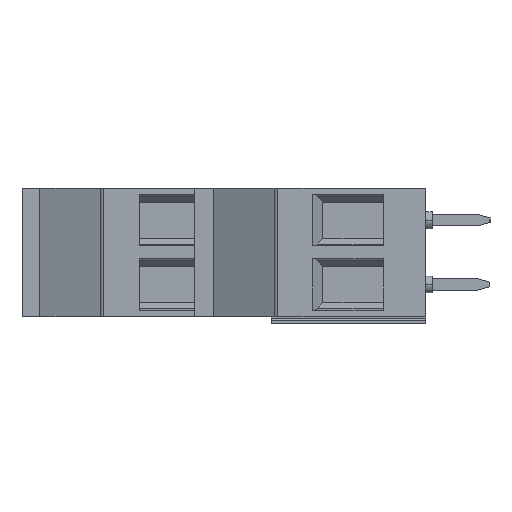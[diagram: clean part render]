
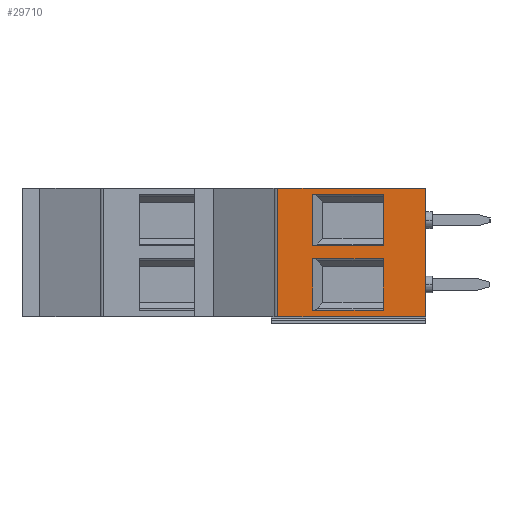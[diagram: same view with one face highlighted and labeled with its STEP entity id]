
A CAD part, left-side view. The second image highlights one B-rep face of the part: STEP entity #29710.
In plain terms, the highlighted planar face has unit normal (-1, 0, 0).
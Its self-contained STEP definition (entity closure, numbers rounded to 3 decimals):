
#1010=CARTESIAN_POINT('',(-60.857,42.991
   ,2.5));
#1020=VERTEX_POINT('',#1010);
#1050=CARTESIAN_POINT('',(-60.857,0.
   ,2.5));
#1060=DIRECTION('',(0.,1.,
   0.));
#1070=VECTOR('',#1060,1.);
#1080=LINE('',#1050,#1070);
#1090=CARTESIAN_POINT('',(-60.857,54.491
   ,2.5));
#1100=VERTEX_POINT('',#1090);
#1110=EDGE_CURVE('',#1020,#1100,#1080,.T.);
#26090=CARTESIAN_POINT('',(-60.857,
   54.491,-7.5));
#26100=VERTEX_POINT('',#26090);
#26130=CARTESIAN_POINT('',(-60.857,
   0.,-7.5));
#26140=DIRECTION('',(0.,1.,
   0.));
#26150=VECTOR('',#26140,1.);
#26160=LINE('',#26130,#26150);
#26170=CARTESIAN_POINT('',(-60.857,
   42.991,-7.5));
#26180=VERTEX_POINT('',#26170);
#26190=EDGE_CURVE('',#26180,#26100,#26160,.T.);
#28820=CARTESIAN_POINT('',(-60.857,
   51.791,0.));
#28830=DIRECTION('',(-1.,0.,
   0.));
#28840=DIRECTION('',(0.,1.,
   0.));
#28850=AXIS2_PLACEMENT_3D('',#28820,#28830,#28840);
#28860=PLANE('',#28850);
#28870=ORIENTED_EDGE('',*,*,#26190,.F.);
#28880=CARTESIAN_POINT('',(-60.857,
   54.491,0.));
#28890=DIRECTION('',(0.,0.,
   1.));
#28900=VECTOR('',#28890,1.);
#28910=LINE('',#28880,#28900);
#28920=EDGE_CURVE('',#26100,#1100,#28910,.T.);
#28930=ORIENTED_EDGE('',*,*,#28920,.F.);
#28940=ORIENTED_EDGE('',*,*,#1110,.T.);
#28950=CARTESIAN_POINT('',(-60.857,
   42.991,0.));
#28960=DIRECTION('',(0.,0.,
   1.));
#28970=VECTOR('',#28960,1.);
#28980=LINE('',#28950,#28970);
#28990=EDGE_CURVE('',#26180,#1020,#28980,.T.);
#29000=ORIENTED_EDGE('',*,*,#28990,.T.);
#29010=EDGE_LOOP('',(#29000,#28940,#28930,#28870));
#29020=FACE_OUTER_BOUND('',#29010,.T.);
#29030=CARTESIAN_POINT('',(-60.857,
   0.,2.));
#29040=DIRECTION('',(0.,1.,
   0.));
#29050=VECTOR('',#29040,1.);
#29060=LINE('',#29030,#29050);
#29070=CARTESIAN_POINT('',(-60.857,
   46.291,2.));
#29080=VERTEX_POINT('',#29070);
#29090=CARTESIAN_POINT('',(-60.857,
   51.791,2.));
#29100=VERTEX_POINT('',#29090);
#29110=EDGE_CURVE('',#29080,#29100,#29060,.T.);
#29120=ORIENTED_EDGE('',*,*,#29110,.F.);
#29130=CARTESIAN_POINT('',(-60.857,
   51.791,0.));
#29140=DIRECTION('',(0.,0.,
   -1.));
#29150=VECTOR('',#29140,1.);
#29160=LINE('',#29130,#29150);
#29170=CARTESIAN_POINT('',(-60.857,
   51.791,-2.));
#29180=VERTEX_POINT('',#29170);
#29190=EDGE_CURVE('',#29100,#29180,#29160,.T.);
#29200=ORIENTED_EDGE('',*,*,#29190,.F.);
#29210=CARTESIAN_POINT('',(-60.857,
   0.,-2.));
#29220=DIRECTION('',(0.,-1.,
   0.));
#29230=VECTOR('',#29220,1.);
#29240=LINE('',#29210,#29230);
#29250=CARTESIAN_POINT('',(-60.857,
   46.291,-2.));
#29260=VERTEX_POINT('',#29250);
#29270=EDGE_CURVE('',#29180,#29260,#29240,.T.);
#29280=ORIENTED_EDGE('',*,*,#29270,.F.);
#29290=CARTESIAN_POINT('',(-60.857,
   46.291,0.));
#29300=DIRECTION('',(0.,0.,
   -1.));
#29310=VECTOR('',#29300,1.);
#29320=LINE('',#29290,#29310);
#29330=EDGE_CURVE('',#29080,#29260,#29320,.T.);
#29340=ORIENTED_EDGE('',*,*,#29330,.T.);
#29350=EDGE_LOOP('',(#29340,#29280,#29200,#29120));
#29360=FACE_BOUND('',#29350,.T.);
#29370=CARTESIAN_POINT('',(-60.857,
   0.,-3.));
#29380=DIRECTION('',(0.,1.,
   0.));
#29390=VECTOR('',#29380,1.);
#29400=LINE('',#29370,#29390);
#29410=CARTESIAN_POINT('',(-60.857,
   46.291,-3.));
#29420=VERTEX_POINT('',#29410);
#29430=CARTESIAN_POINT('',(-60.857,
   51.791,-3.));
#29440=VERTEX_POINT('',#29430);
#29450=EDGE_CURVE('',#29420,#29440,#29400,.T.);
#29460=ORIENTED_EDGE('',*,*,#29450,.F.);
#29470=CARTESIAN_POINT('',(-60.857,
   51.791,0.));
#29480=DIRECTION('',(0.,0.,
   -1.));
#29490=VECTOR('',#29480,1.);
#29500=LINE('',#29470,#29490);
#29510=CARTESIAN_POINT('',(-60.857,
   51.791,-7.));
#29520=VERTEX_POINT('',#29510);
#29530=EDGE_CURVE('',#29440,#29520,#29500,.T.);
#29540=ORIENTED_EDGE('',*,*,#29530,.F.);
#29550=CARTESIAN_POINT('',(-60.857,
   0.,-7.));
#29560=DIRECTION('',(0.,-1.,
   0.));
#29570=VECTOR('',#29560,1.);
#29580=LINE('',#29550,#29570);
#29590=CARTESIAN_POINT('',(-60.857,
   46.291,-7.));
#29600=VERTEX_POINT('',#29590);
#29610=EDGE_CURVE('',#29520,#29600,#29580,.T.);
#29620=ORIENTED_EDGE('',*,*,#29610,.F.);
#29630=CARTESIAN_POINT('',(-60.857,
   46.291,0.));
#29640=DIRECTION('',(0.,0.,
   -1.));
#29650=VECTOR('',#29640,1.);
#29660=LINE('',#29630,#29650);
#29670=EDGE_CURVE('',#29420,#29600,#29660,.T.);
#29680=ORIENTED_EDGE('',*,*,#29670,.T.);
#29690=EDGE_LOOP('',(#29680,#29620,#29540,#29460));
#29700=FACE_BOUND('',#29690,.T.);
#29710=ADVANCED_FACE('',(#29020,#29360,#29700),#28860,.T.);
